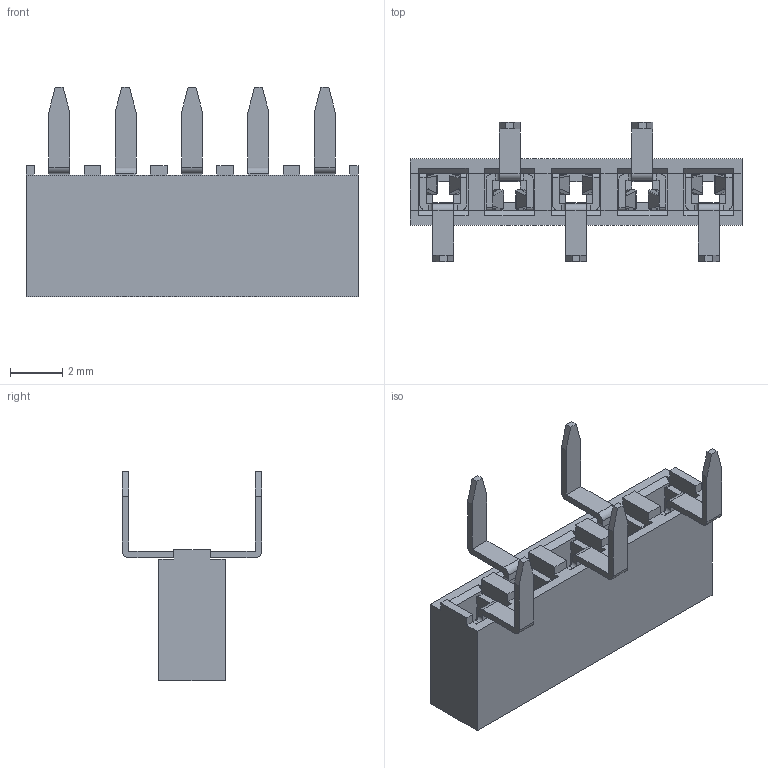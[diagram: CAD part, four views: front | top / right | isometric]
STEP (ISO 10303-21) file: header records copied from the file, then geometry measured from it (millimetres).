
FILE_DESCRIPTION(/* description */ (''),/* implementation_level */ '2;1');
FILE_NAME(/* name */ '623-05-2-00.stp',/* time_stamp */ '2025-11-16T18:40:20+01:00',/* author */ ('Andreas.Larin'),/* organization */ (''),/* preprocessor_version */ 'ST-DEVELOPER v20',/* originating_system */ 'Autodesk Inventor 2025',/* authorisation */ '');
FILE_SCHEMA (('AUTOMOTIVE_DESIGN { 1 0 10303 214 3 1 1 }'));
Length unit declared in the file: millimetre
Products named in the file (1): 623-05-2-00
Bounding box: 12.7 x 5.33 x 8 mm (x, y, z)
Volume: 109.6 mm3; surface area: 489.7 mm2
Topology: 1 solids, 1 shells, 460 faces, 1384 edges, 906 vertices
Faces by surface type: plane 300, cylinder 160
Entity records: 15801 total; most frequent: CARTESIAN_POINT 2991, ORIENTED_EDGE 2768, DIRECTION 2616, EDGE_CURVE 1384, LINE 994, VECTOR 994, VERTEX_POINT 906, AXIS2_PLACEMENT_3D 811
